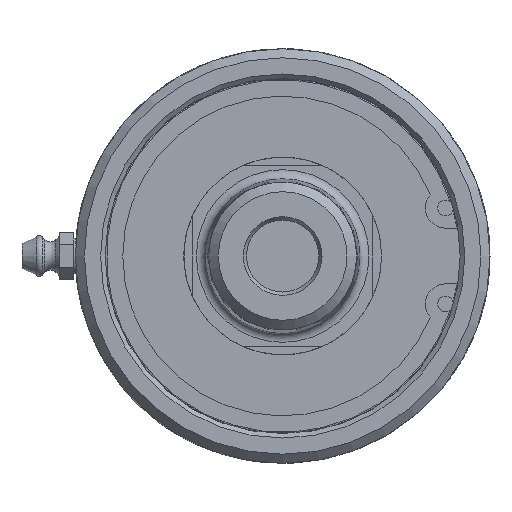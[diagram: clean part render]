
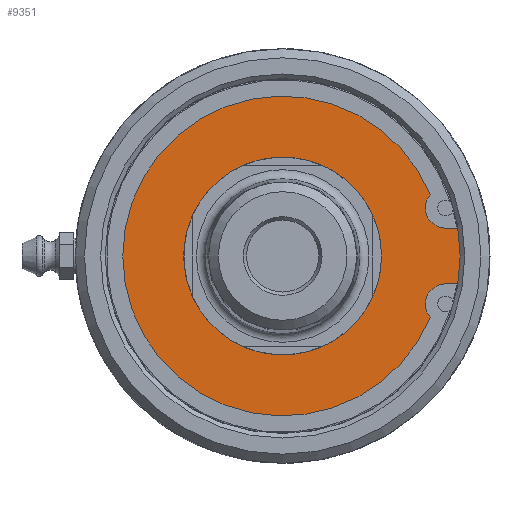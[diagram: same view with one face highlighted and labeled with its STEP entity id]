
A CAD part, left-side view. The second image highlights one B-rep face of the part: STEP entity #9351.
In plain terms, the highlighted planar face has unit normal (-1, 0, 0).
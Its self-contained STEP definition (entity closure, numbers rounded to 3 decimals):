
#93=FACE_BOUND('',#1601,.T.);
#555=PLANE('',#10068);
#1023=FACE_OUTER_BOUND('',#1600,.T.);
#1600=EDGE_LOOP('',(#8133,#8134,#8135,#8136,#8137,#8138));
#1601=EDGE_LOOP('',(#8139,#8140));
#1990=CIRCLE('',#10048,3.556);
#1992=CIRCLE('',#10051,28.142);
#1994=CIRCLE('',#10054,3.556);
#2001=CIRCLE('',#10066,33.45);
#2002=CIRCLE('',#10069,17.4);
#2003=CIRCLE('',#10070,17.4);
#2527=LINE('',#60809,#3029);
#2532=LINE('',#60821,#3034);
#3029=VECTOR('',#11842,10.);
#3034=VECTOR('',#11851,10.);
#4282=VERTEX_POINT('',#60806);
#4283=VERTEX_POINT('',#60808);
#4287=VERTEX_POINT('',#60818);
#4288=VERTEX_POINT('',#60820);
#4289=VERTEX_POINT('',#60824);
#4291=VERTEX_POINT('',#60830);
#4294=VERTEX_POINT('',#60852);
#4295=VERTEX_POINT('',#60853);
#5581=EDGE_CURVE('',#4283,#4282,#2527,.T.);
#5587=EDGE_CURVE('',#4288,#4287,#2532,.T.);
#5589=EDGE_CURVE('',#4287,#4289,#1990,.T.);
#5592=EDGE_CURVE('',#4289,#4291,#1992,.T.);
#5595=EDGE_CURVE('',#4291,#4283,#1994,.T.);
#5602=EDGE_CURVE('',#4282,#4288,#2001,.T.);
#5603=EDGE_CURVE('',#4294,#4295,#2002,.T.);
#5604=EDGE_CURVE('',#4295,#4294,#2003,.T.);
#8133=ORIENTED_EDGE('',*,*,#5587,.T.);
#8134=ORIENTED_EDGE('',*,*,#5589,.T.);
#8135=ORIENTED_EDGE('',*,*,#5592,.T.);
#8136=ORIENTED_EDGE('',*,*,#5595,.T.);
#8137=ORIENTED_EDGE('',*,*,#5581,.T.);
#8138=ORIENTED_EDGE('',*,*,#5602,.T.);
#8139=ORIENTED_EDGE('',*,*,#5603,.T.);
#8140=ORIENTED_EDGE('',*,*,#5604,.T.);
#9351=ADVANCED_FACE('',(#1023,#93),#555,.F.);
#10048=AXIS2_PLACEMENT_3D('',#60825,#11855,#11856);
#10051=AXIS2_PLACEMENT_3D('',#60831,#11862,#11863);
#10054=AXIS2_PLACEMENT_3D('',#60836,#11869,#11870);
#10066=AXIS2_PLACEMENT_3D('',#60849,#11893,#11894);
#10068=AXIS2_PLACEMENT_3D('',#60851,#11897,#11898);
#10069=AXIS2_PLACEMENT_3D('',#60854,#11899,#11900);
#10070=AXIS2_PLACEMENT_3D('',#60855,#11901,#11902);
#11842=DIRECTION('',(0.,-1.,0.));
#11851=DIRECTION('',(0.,1.,0.));
#11855=DIRECTION('center_axis',(1.,0.,0.));
#11856=DIRECTION('ref_axis',(0.,0.754,0.657));
#11862=DIRECTION('center_axis',(-1.,0.,0.));
#11863=DIRECTION('ref_axis',(0.,0.924,-0.384));
#11869=DIRECTION('center_axis',(1.,0.,0.));
#11870=DIRECTION('ref_axis',(0.,0.,1.));
#11893=DIRECTION('center_axis',(-1.,0.,0.));
#11894=DIRECTION('ref_axis',(0.,1.,0.));
#11897=DIRECTION('center_axis',(1.,0.,0.));
#11898=DIRECTION('ref_axis',(0.,0.,-1.));
#11899=DIRECTION('center_axis',(1.,0.,0.));
#11900=DIRECTION('ref_axis',(0.,1.,0.));
#11901=DIRECTION('center_axis',(1.,0.,0.));
#11902=DIRECTION('ref_axis',(0.,1.,0.));
#60806=CARTESIAN_POINT('',(4.775,-33.089,-4.902));
#60808=CARTESIAN_POINT('',(4.775,-28.672,-4.902));
#60809=CARTESIAN_POINT('',(4.775,-4.407,-4.902));
#60818=CARTESIAN_POINT('',(4.775,-28.672,4.902));
#60820=CARTESIAN_POINT('',(4.775,-33.089,4.902));
#60821=CARTESIAN_POINT('',(4.775,-2.199,4.902));
#60824=CARTESIAN_POINT('',(4.775,-25.99,10.793));
#60825=CARTESIAN_POINT('Origin',(4.775,-28.672,8.458));
#60830=CARTESIAN_POINT('',(4.775,-25.99,-10.793));
#60831=CARTESIAN_POINT('Origin',(4.775,0.,0.));
#60836=CARTESIAN_POINT('Origin',(4.775,-28.672,-8.458));
#60849=CARTESIAN_POINT('Origin',(4.775,0.,0.));
#60851=CARTESIAN_POINT('Origin',(4.775,24.275,0.));
#60852=CARTESIAN_POINT('',(4.775,17.4,0.));
#60853=CARTESIAN_POINT('',(4.775,-17.4,0.));
#60854=CARTESIAN_POINT('Origin',(4.775,0.,0.));
#60855=CARTESIAN_POINT('Origin',(4.775,0.,0.));
